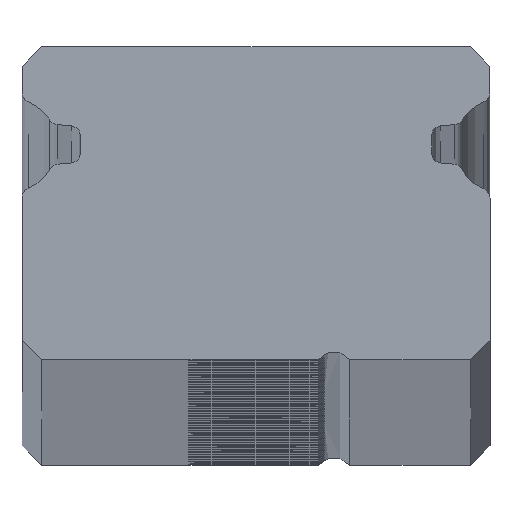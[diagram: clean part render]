
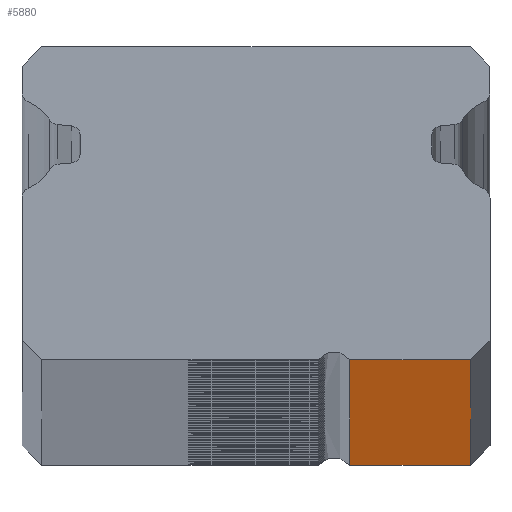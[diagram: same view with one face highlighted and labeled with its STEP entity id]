
A CAD part, top view. The second image highlights one B-rep face of the part: STEP entity #5880.
In plain terms, the highlighted planar face has unit normal (0, -1, 0).
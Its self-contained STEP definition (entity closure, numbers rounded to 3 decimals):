
#588 = VERTEX_POINT ( 'NONE', #11891 ) ;
#662 = VERTEX_POINT ( 'NONE', #3219 ) ;
#843 = ORIENTED_EDGE ( 'NONE', *, *, #9396, .T. ) ;
#1342 = CARTESIAN_POINT ( 'NONE',  ( 2.393, -5.5, 775. ) ) ;
#1726 = DIRECTION ( 'NONE',  ( 0., 1., 0. ) ) ;
#1969 = EDGE_CURVE ( 'NONE', #7874, #662, #5490, .T. ) ;
#2113 = LINE ( 'NONE', #6403, #12279 ) ;
#2310 = VECTOR ( 'NONE', #5597, 1000. ) ;
#2385 = VERTEX_POINT ( 'NONE', #10394 ) ;
#2402 = ORIENTED_EDGE ( 'NONE', *, *, #7692, .F. ) ;
#2730 = VECTOR ( 'NONE', #3393, 1000. ) ;
#2807 = FACE_OUTER_BOUND ( 'NONE', #4723, .T. ) ;
#3219 = CARTESIAN_POINT ( 'NONE',  ( 5.484, -5.5, -775. ) ) ;
#3393 = DIRECTION ( 'NONE',  ( 0., 0., -1. ) ) ;
#3633 = ORIENTED_EDGE ( 'NONE', *, *, #1969, .F. ) ;
#4360 = VECTOR ( 'NONE', #7306, 1000. ) ;
#4599 = CARTESIAN_POINT ( 'NONE',  ( 2.393, -5.5, 775. ) ) ;
#4723 = EDGE_LOOP ( 'NONE', ( #843, #3633, #2402, #12559 ) ) ;
#5490 = LINE ( 'NONE', #12138, #2730 ) ;
#5597 = DIRECTION ( 'NONE',  ( 1., 0., 0. ) ) ;
#5732 = PLANE ( 'NONE',  #5743 ) ;
#5743 = AXIS2_PLACEMENT_3D ( 'NONE', #10509, #1726, #12458 ) ;
#5880 = ADVANCED_FACE ( 'NONE', ( #2807 ), #5732, .F. ) ;
#6403 = CARTESIAN_POINT ( 'NONE',  ( 2.393, -5.5, -775. ) ) ;
#7306 = DIRECTION ( 'NONE',  ( 0., 0., -1. ) ) ;
#7692 = EDGE_CURVE ( 'NONE', #588, #7874, #10007, .T. ) ;
#7874 = VERTEX_POINT ( 'NONE', #8971 ) ;
#7937 = LINE ( 'NONE', #1342, #4360 ) ;
#8971 = CARTESIAN_POINT ( 'NONE',  ( 5.484, -5.5, 775. ) ) ;
#9294 = DIRECTION ( 'NONE',  ( 1., 0., 0. ) ) ;
#9396 = EDGE_CURVE ( 'NONE', #2385, #662, #2113, .T. ) ;
#10007 = LINE ( 'NONE', #4599, #2310 ) ;
#10394 = CARTESIAN_POINT ( 'NONE',  ( 2.393, -5.5, -775. ) ) ;
#10509 = CARTESIAN_POINT ( 'NONE',  ( 2.393, -5.5, 775. ) ) ;
#11891 = CARTESIAN_POINT ( 'NONE',  ( 2.393, -5.5, 775. ) ) ;
#12020 = EDGE_CURVE ( 'NONE', #588, #2385, #7937, .T. ) ;
#12138 = CARTESIAN_POINT ( 'NONE',  ( 5.484, -5.5, 775. ) ) ;
#12279 = VECTOR ( 'NONE', #9294, 1000. ) ;
#12458 = DIRECTION ( 'NONE',  ( 0., 0., 1. ) ) ;
#12559 = ORIENTED_EDGE ( 'NONE', *, *, #12020, .T. ) ;
